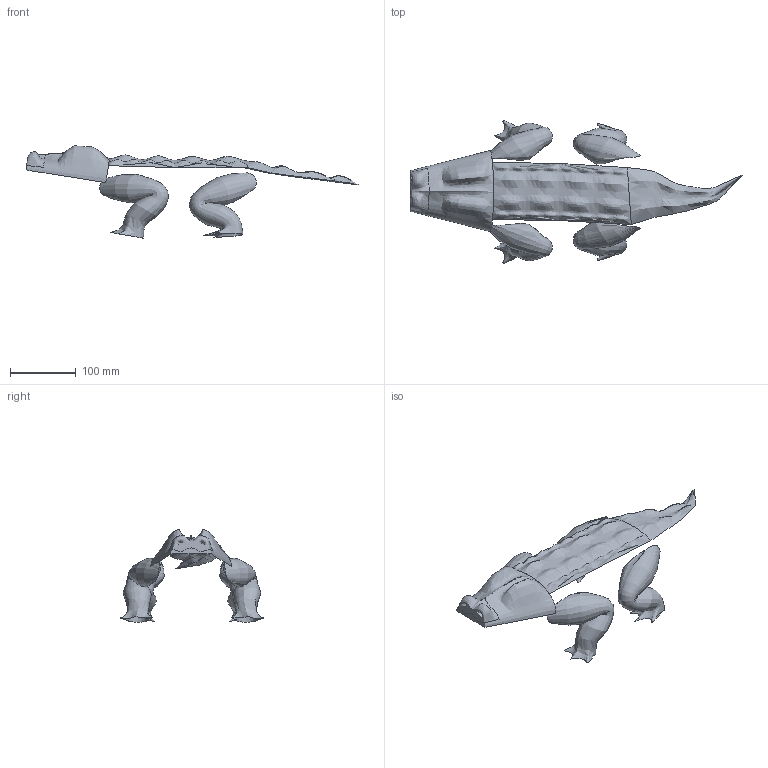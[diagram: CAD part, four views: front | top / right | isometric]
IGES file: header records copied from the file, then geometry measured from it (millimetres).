
Bounding box: 505.12 x 216.32 x 140.63 mm (x, y, z)
Surface area: 128005.3 mm2 (no closed solid volume)
Topology: 0 solids, 0 shells, 8 faces, 28 edges, 22 vertices
Faces by surface type: bspline 8
